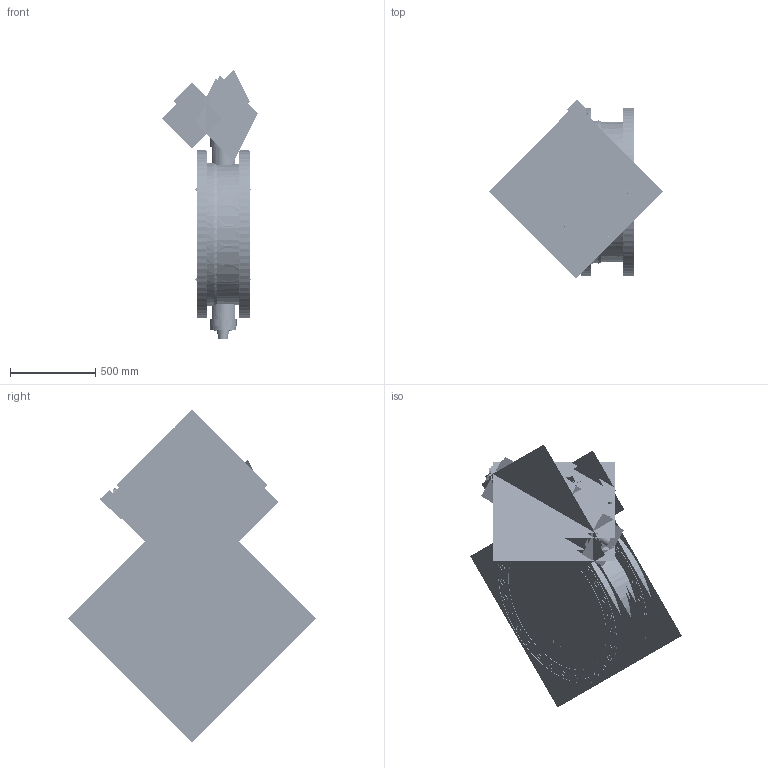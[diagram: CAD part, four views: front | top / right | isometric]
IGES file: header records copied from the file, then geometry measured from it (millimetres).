
Start section:  PTC IGES file: class_250ii_fl_x_fl-30-inch-nut_asm.igs
Global section: file name: class_250ii_fl_x_fl-30-inch-nut_asm.igs; native system: Creo Parametric by Parametric Technology Corporation; preprocessor: 2013050; author: HAPPY; organization: Unknown; date: 20161214.165609; units: inch
Bounding box: 1018.05 x 1447.86 x 1944.45 mm (x, y, z)
Volume: 121172802.1 mm3; surface area: 40635647.6 mm2
Topology: 24 solids, 24 shells, 4328 faces, 23876 edges, 31276 vertices
Faces by surface type: revolution 3856, bspline 472
